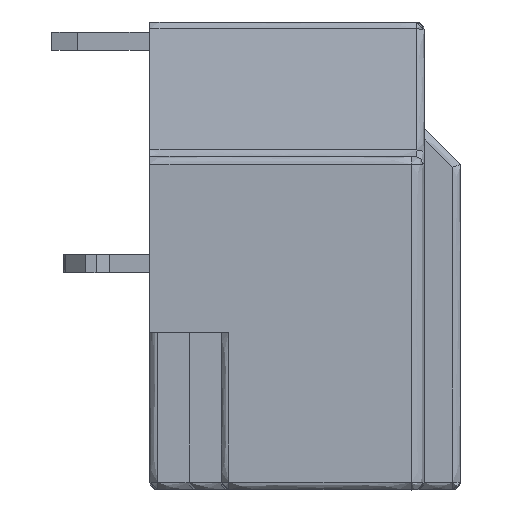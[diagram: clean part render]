
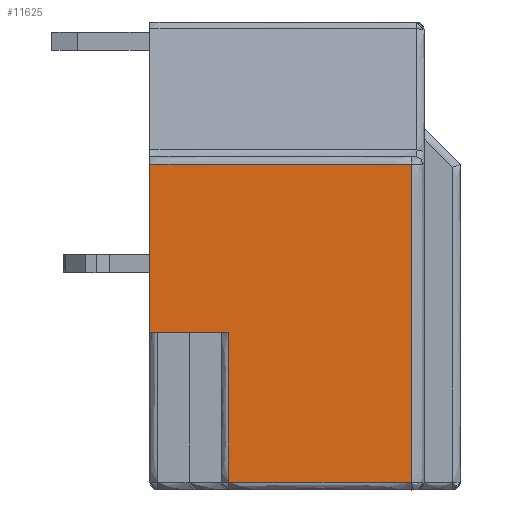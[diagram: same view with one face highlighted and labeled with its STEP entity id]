
A CAD part, left-side view. The second image highlights one B-rep face of the part: STEP entity #11625.
In plain terms, the highlighted free-form (B-spline) face has degree [1, 1] with [2, 2] control points.
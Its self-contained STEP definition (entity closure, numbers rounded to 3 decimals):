
#9006=CARTESIAN_POINT('',(-32.25,19.19,10.6));
#9007=VERTEX_POINT('',#9006);
#9016=CARTESIAN_POINT('',(-32.25,19.19,-1.7));
#9017=VERTEX_POINT('',#9016);
#9018=CARTESIAN_POINT('',(-32.25,19.19,10.6));
#9019=CARTESIAN_POINT('',(-32.25,19.19,-1.7));
#9020=B_SPLINE_CURVE_WITH_KNOTS('',1,(#9018,#9019),.POLYLINE_FORM.,.F.,.U.,(2,2),(0.,1.),.UNSPECIFIED.);
#9021=EDGE_CURVE('',#9007,#9017,#9020,.T.);
#9058=CARTESIAN_POINT('',(-32.25,26.24,-1.7));
#9059=VERTEX_POINT('',#9058);
#9060=CARTESIAN_POINT('',(-32.25,19.19,-1.7));
#9061=CARTESIAN_POINT('',(-32.25,26.24,-1.7));
#9062=B_SPLINE_CURVE_WITH_KNOTS('',1,(#9060,#9061),.POLYLINE_FORM.,.F.,.U.,(2,2),(0.,1.),.UNSPECIFIED.);
#9063=EDGE_CURVE('',#9017,#9059,#9062,.T.);
#11590=CARTESIAN_POINT('',(-32.25,188.799,-11.466));
#11591=CARTESIAN_POINT('',(-32.25,188.799,318.402));
#11592=CARTESIAN_POINT('',(-32.25,-141.069,-11.466));
#11593=CARTESIAN_POINT('',(-32.25,-141.069,318.402));
#11594=B_SPLINE_SURFACE_WITH_KNOTS('',1,1,((#11590,#11591),(#11592,#11593)),.PLANE_SURF.,.F.,.F.,.U.,(2,2),(2,2),(0.,1.),(0.,1.),.UNSPECIFIED.);
#11595=CARTESIAN_POINT('',(-32.25,26.24,4.1));
#11596=VERTEX_POINT('',#11595);
#11597=CARTESIAN_POINT('',(-32.25,26.24,4.1));
#11598=CARTESIAN_POINT('',(-32.25,26.24,-1.7));
#11599=B_SPLINE_CURVE_WITH_KNOTS('',1,(#11597,#11598),.POLYLINE_FORM.,.F.,.U.,(2,2),(0.,1.),.UNSPECIFIED.);
#11600=EDGE_CURVE('',#11596,#9059,#11599,.T.);
#11601=ORIENTED_EDGE('',*,*,#11600,.T.);
#11602=ORIENTED_EDGE('',*,*,#9063,.F.);
#11603=ORIENTED_EDGE('',*,*,#9021,.F.);
#11604=CARTESIAN_POINT('',(-32.25,29.29,10.6));
#11605=VERTEX_POINT('',#11604);
#11606=CARTESIAN_POINT('',(-32.25,19.19,10.6));
#11607=CARTESIAN_POINT('',(-32.25,29.29,10.6));
#11608=B_SPLINE_CURVE_WITH_KNOTS('',1,(#11606,#11607),.POLYLINE_FORM.,.F.,.U.,(2,2),(0.,1.),.UNSPECIFIED.);
#11609=EDGE_CURVE('',#9007,#11605,#11608,.T.);
#11610=ORIENTED_EDGE('',*,*,#11609,.T.);
#11611=CARTESIAN_POINT('',(-32.25,29.29,4.1));
#11612=VERTEX_POINT('',#11611);
#11613=CARTESIAN_POINT('',(-32.25,29.29,10.6));
#11614=CARTESIAN_POINT('',(-32.25,29.29,4.1));
#11615=B_SPLINE_CURVE_WITH_KNOTS('',1,(#11613,#11614),.POLYLINE_FORM.,.F.,.U.,(2,2),(0.,1.),.UNSPECIFIED.);
#11616=EDGE_CURVE('',#11605,#11612,#11615,.T.);
#11617=ORIENTED_EDGE('',*,*,#11616,.T.);
#11618=CARTESIAN_POINT('',(-32.25,29.29,4.1));
#11619=CARTESIAN_POINT('',(-32.25,26.24,4.1));
#11620=B_SPLINE_CURVE_WITH_KNOTS('',1,(#11618,#11619),.POLYLINE_FORM.,.F.,.U.,(2,2),(0.,1.),.UNSPECIFIED.);
#11621=EDGE_CURVE('',#11612,#11596,#11620,.T.);
#11622=ORIENTED_EDGE('',*,*,#11621,.T.);
#11623=EDGE_LOOP('',(#11601,#11602,#11603,#11610,#11617,#11622));
#11624=FACE_OUTER_BOUND('',#11623,.T.);
#11625=ADVANCED_FACE('',(#11624),#11594,.T.);
